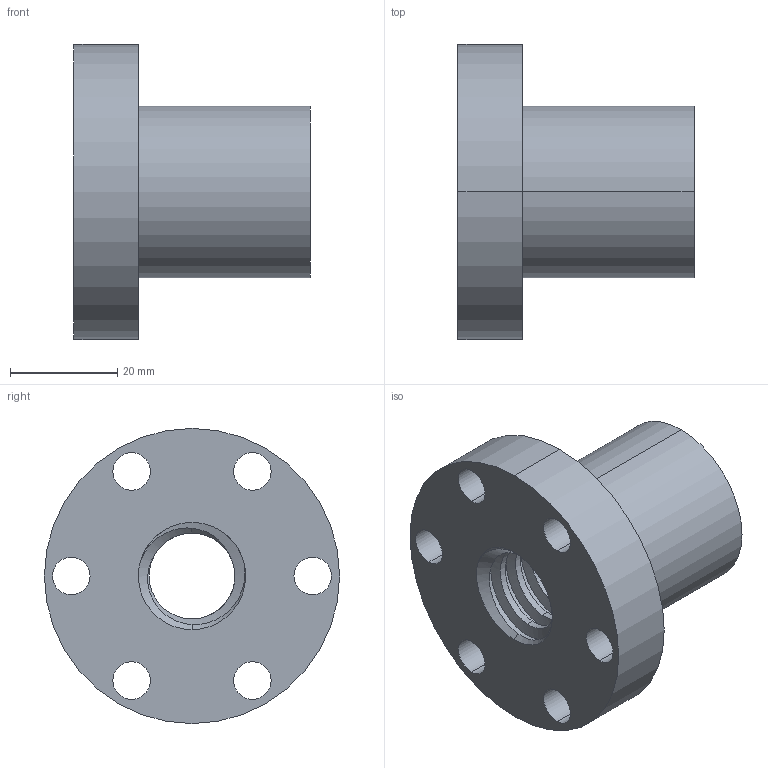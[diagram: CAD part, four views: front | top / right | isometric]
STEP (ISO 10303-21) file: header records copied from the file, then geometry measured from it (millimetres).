
FILE_DESCRIPTION (( 'STEP AP214' ), '1' );
FILE_NAME ('JFRM-3244TR20x4.STEP', '2018-07-26T17:38:59', ( 'User' ), ( '' ), 'SwSTEP 2.0', 'SolidWorks 2017', '' );
FILE_SCHEMA (( 'AUTOMOTIVE_DESIGN' ));
Length unit declared in the file: millimetre
Products named in the file (1): JFRM-3244TR20x4
Bounding box: 44 x 55 x 55 mm (x, y, z)
Volume: 39906.4 mm3; surface area: 14927.1 mm2
Topology: 1 solids, 1 shells, 50 faces, 135 edges, 88 vertices
Faces by surface type: cylinder 38, cone 6, plane 3, bspline 3
Entity records: 4686 total; most frequent: CARTESIAN_POINT 3485, ORIENTED_EDGE 270, DIRECTION 221, EDGE_CURVE 135, AXIS2_PLACEMENT_3D 90, VERTEX_POINT 88, EDGE_LOOP 65, ADVANCED_FACE 50
